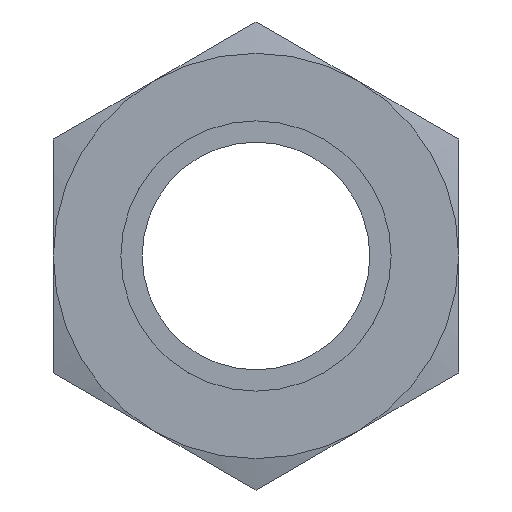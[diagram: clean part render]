
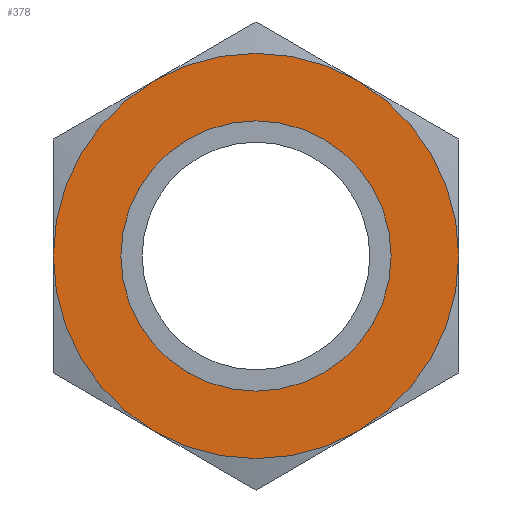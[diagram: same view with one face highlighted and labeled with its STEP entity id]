
A CAD part, front view. The second image highlights one B-rep face of the part: STEP entity #378.
In plain terms, the highlighted planar face has unit normal (0, -1, 0).
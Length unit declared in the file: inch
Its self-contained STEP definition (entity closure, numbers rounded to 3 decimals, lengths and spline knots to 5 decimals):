
#23=FACE_BOUND($,#99,.T.);
#44=PLANE($,#424);
#67=FACE_OUTER_BOUND($,#98,.T.);
#98=EDGE_LOOP($,(#309,#310,#311,#312,#313,#314));
#99=EDGE_LOOP($,(#315));
#100=CIRCLE($,#383,0.28125);
#101=CIRCLE($,#385,0.28125);
#102=CIRCLE($,#387,0.28125);
#103=CIRCLE($,#389,0.28125);
#104=CIRCLE($,#391,0.28125);
#105=CIRCLE($,#393,0.28125);
#117=CIRCLE($,#420,0.1875);
#143=VERTEX_POINT($,#522);
#144=VERTEX_POINT($,#526);
#145=VERTEX_POINT($,#532);
#147=VERTEX_POINT($,#542);
#150=VERTEX_POINT($,#553);
#151=VERTEX_POINT($,#562);
#171=VERTEX_POINT($,#663);
#174=EDGE_CURVE($,#143,#144,#100,.T.);
#176=EDGE_CURVE($,#144,#145,#101,.T.);
#179=EDGE_CURVE($,#145,#147,#102,.T.);
#183=EDGE_CURVE($,#150,#143,#103,.T.);
#185=EDGE_CURVE($,#147,#151,#104,.T.);
#188=EDGE_CURVE($,#151,#150,#105,.T.);
#217=EDGE_CURVE($,#171,#171,#117,.T.);
#309=ORIENTED_EDGE($,*,*,#176,.T.);
#310=ORIENTED_EDGE($,*,*,#179,.T.);
#311=ORIENTED_EDGE($,*,*,#185,.T.);
#312=ORIENTED_EDGE($,*,*,#188,.T.);
#313=ORIENTED_EDGE($,*,*,#183,.T.);
#314=ORIENTED_EDGE($,*,*,#174,.T.);
#315=ORIENTED_EDGE($,*,*,#217,.T.);
#378=ADVANCED_FACE($,(#67,#23),#44,.F.);
#383=AXIS2_PLACEMENT_3D($,#530,#429,#430);
#385=AXIS2_PLACEMENT_3D($,#537,#433,#434);
#387=AXIS2_PLACEMENT_3D($,#547,#437,#438);
#389=AXIS2_PLACEMENT_3D($,#560,#441,#442);
#391=AXIS2_PLACEMENT_3D($,#567,#445,#446);
#393=AXIS2_PLACEMENT_3D($,#576,#449,#450);
#420=AXIS2_PLACEMENT_3D($,#664,#507,#508);
#424=AXIS2_PLACEMENT_3D($,#670,#517,#518);
#429=DIRECTION('center_axis',(0.,-1.,0.));
#430=DIRECTION('ref_axis',(0.,0.,-1.));
#433=DIRECTION('center_axis',(0.,-1.,0.));
#434=DIRECTION('ref_axis',(0.,0.,-1.));
#437=DIRECTION('center_axis',(0.,-1.,0.));
#438=DIRECTION('ref_axis',(0.,0.,-1.));
#441=DIRECTION('center_axis',(0.,-1.,0.));
#442=DIRECTION('ref_axis',(0.,0.,-1.));
#445=DIRECTION('center_axis',(0.,-1.,0.));
#446=DIRECTION('ref_axis',(0.,0.,-1.));
#449=DIRECTION('center_axis',(0.,-1.,0.));
#450=DIRECTION('ref_axis',(0.,0.,-1.));
#507=DIRECTION('center_axis',(0.,1.,0.));
#508=DIRECTION('ref_axis',(-1.,0.,0.));
#517=DIRECTION('center_axis',(0.,1.,0.));
#518=DIRECTION('ref_axis',(0.,0.,1.));
#522=CARTESIAN_POINT('',(0.14063,0.,-0.24357));
#526=CARTESIAN_POINT('',(0.28125,0.,0.));
#530=CARTESIAN_POINT('Origin',(0.,0.,0.));
#532=CARTESIAN_POINT('',(0.14063,0.,0.24357));
#537=CARTESIAN_POINT('Origin',(0.,0.,0.));
#542=CARTESIAN_POINT('',(-0.14063,0.,0.24357));
#547=CARTESIAN_POINT('Origin',(0.,0.,0.));
#553=CARTESIAN_POINT('',(-0.14063,0.,-0.24357));
#560=CARTESIAN_POINT('Origin',(0.,0.,0.));
#562=CARTESIAN_POINT('',(-0.28125,0.,0.));
#567=CARTESIAN_POINT('Origin',(0.,0.,0.));
#576=CARTESIAN_POINT('Origin',(0.,0.,0.));
#663=CARTESIAN_POINT('',(0.1875,0.,0.));
#664=CARTESIAN_POINT('Origin',(0.,0.,0.));
#670=CARTESIAN_POINT('Origin',(0.,0.,0.));
